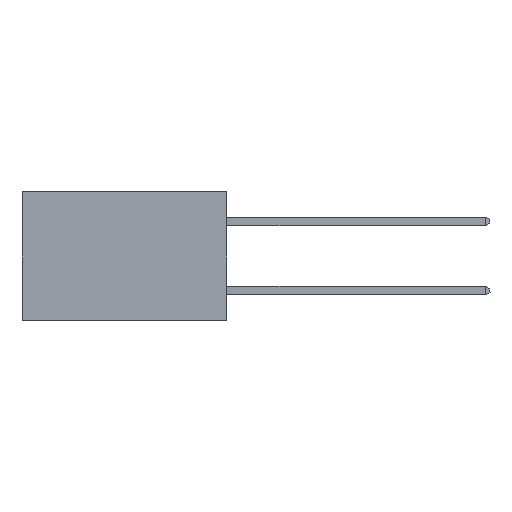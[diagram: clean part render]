
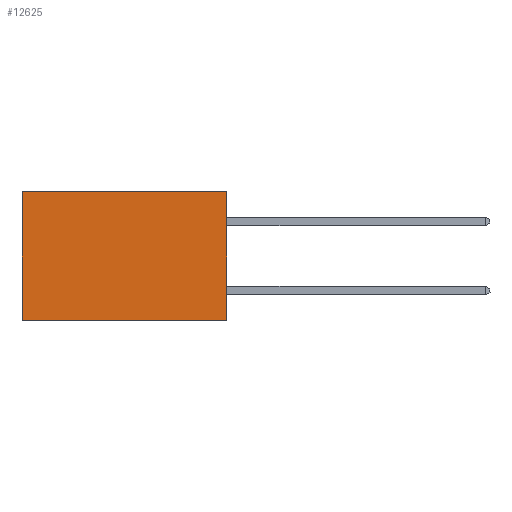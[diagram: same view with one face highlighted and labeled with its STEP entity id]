
A CAD part, left-side view. The second image highlights one B-rep face of the part: STEP entity #12625.
In plain terms, the highlighted planar face has unit normal (-1, 0, 0).
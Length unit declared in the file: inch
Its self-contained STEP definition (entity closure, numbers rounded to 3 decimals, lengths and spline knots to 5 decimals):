
#1140 = CARTESIAN_POINT ( 'NONE',  ( 0.277, 0.59, -0.37 ) ) ;
#2756 = EDGE_CURVE ( 'NONE', #9151, #5005, #17064, .T. ) ;
#4468 = CARTESIAN_POINT ( 'NONE',  ( 0.277, 0., 0. ) ) ;
#5005 = VERTEX_POINT ( 'NONE', #10951 ) ;
#5461 = CARTESIAN_POINT ( 'NONE',  ( 0.277, 0.59, 0. ) ) ;
#6284 = ORIENTED_EDGE ( 'NONE', *, *, #6498, .F. ) ;
#6286 = LINE ( 'NONE', #12731, #16880 ) ;
#6498 = EDGE_CURVE ( 'NONE', #5005, #17900, #6286, .T. ) ;
#7116 = CARTESIAN_POINT ( 'NONE',  ( 0.277, 0.59, -0.37 ) ) ;
#7253 = LINE ( 'NONE', #7116, #17520 ) ;
#9008 = EDGE_CURVE ( 'NONE', #9151, #25748, #21130, .T. ) ;
#9151 = VERTEX_POINT ( 'NONE', #23143 ) ;
#10759 = DIRECTION ( 'NONE',  ( 1., 0., 0. ) ) ;
#10951 = CARTESIAN_POINT ( 'NONE',  ( 0.277, 0., -0.37 ) ) ;
#11633 = DIRECTION ( 'NONE',  ( 0., 0., -1. ) ) ;
#12625 = ADVANCED_FACE ( 'NONE', ( #21911 ), #22849, .F. ) ;
#12663 = DIRECTION ( 'NONE',  ( 0., 1., 0. ) ) ;
#12731 = CARTESIAN_POINT ( 'NONE',  ( 0.277, 0., -0.37 ) ) ;
#12804 = EDGE_CURVE ( 'NONE', #25748, #17900, #7253, .T. ) ;
#15146 = AXIS2_PLACEMENT_3D ( 'NONE', #20859, #10759, #24895 ) ;
#15147 = EDGE_LOOP ( 'NONE', ( #16807, #6284, #25910, #18305 ) ) ;
#15788 = VECTOR ( 'NONE', #11633, 39.37008 ) ;
#16807 = ORIENTED_EDGE ( 'NONE', *, *, #12804, .T. ) ;
#16880 = VECTOR ( 'NONE', #12663, 39.37008 ) ;
#17064 = LINE ( 'NONE', #17350, #15788 ) ;
#17350 = CARTESIAN_POINT ( 'NONE',  ( 0.277, 0., -0.37 ) ) ;
#17520 = VECTOR ( 'NONE', #25405, 39.37008 ) ;
#17900 = VERTEX_POINT ( 'NONE', #1140 ) ;
#18305 = ORIENTED_EDGE ( 'NONE', *, *, #9008, .T. ) ;
#20819 = DIRECTION ( 'NONE',  ( 0., 1., 0. ) ) ;
#20859 = CARTESIAN_POINT ( 'NONE',  ( 0.277, 0., -0.37 ) ) ;
#21130 = LINE ( 'NONE', #4468, #25843 ) ;
#21911 = FACE_OUTER_BOUND ( 'NONE', #15147, .T. ) ;
#22849 = PLANE ( 'NONE',  #15146 ) ;
#23143 = CARTESIAN_POINT ( 'NONE',  ( 0.277, 0., 0. ) ) ;
#24895 = DIRECTION ( 'NONE',  ( 0., 0., -1. ) ) ;
#25405 = DIRECTION ( 'NONE',  ( 0., 0., -1. ) ) ;
#25748 = VERTEX_POINT ( 'NONE', #5461 ) ;
#25843 = VECTOR ( 'NONE', #20819, 39.37008 ) ;
#25910 = ORIENTED_EDGE ( 'NONE', *, *, #2756, .F. ) ;
